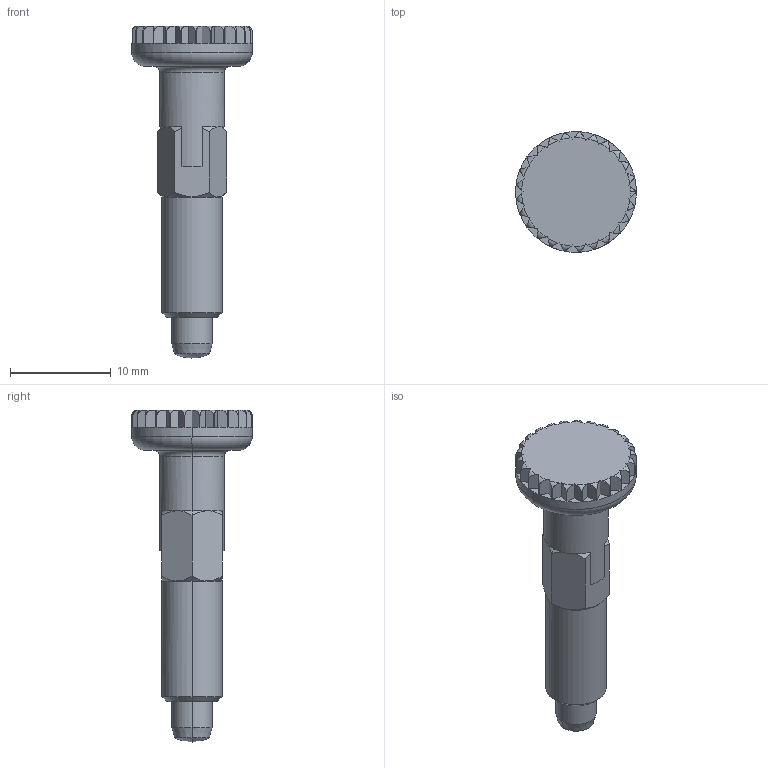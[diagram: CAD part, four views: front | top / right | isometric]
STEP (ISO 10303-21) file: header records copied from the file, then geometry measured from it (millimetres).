
FILE_DESCRIPTION(('STEP AP214'),'1');
FILE_NAME(' ',' ',('TraceParts'),('TraceParts S.A.'),'XStep 1.0',' ',' ');
FILE_SCHEMA(('automotive_design'));
Length unit declared in the file: millimetre
Products named in the file (2): 1; 2
Bounding box: 12 x 12 x 33 mm (x, y, z)
Volume: 1325.5 mm3; surface area: 1234.9 mm2
Topology: 2 solids, 2 shells, 154 faces, 425 edges, 277 vertices
Faces by surface type: plane 100, torus 30, cone 12, cylinder 10, sphere 2
Entity records: 10402 total; most frequent: CARTESIAN_POINT 1742, STYLED_ITEM 856, PRESENTATION_STYLE_ASSIGNMENT 856, COLOUR_RGB 856, ORIENTED_EDGE 846, DIRECTION 791, EDGE_CURVE 423, CURVE_STYLE 423
